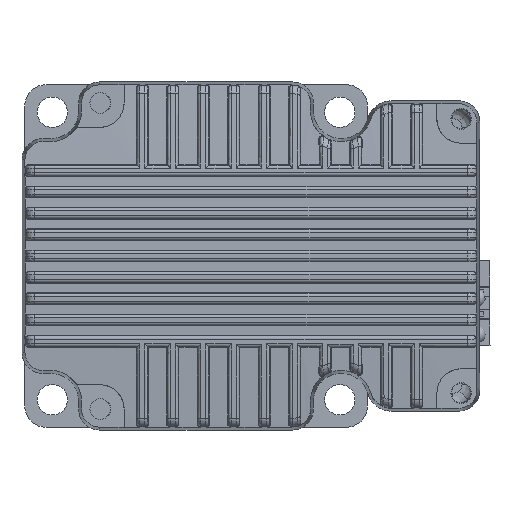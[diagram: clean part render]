
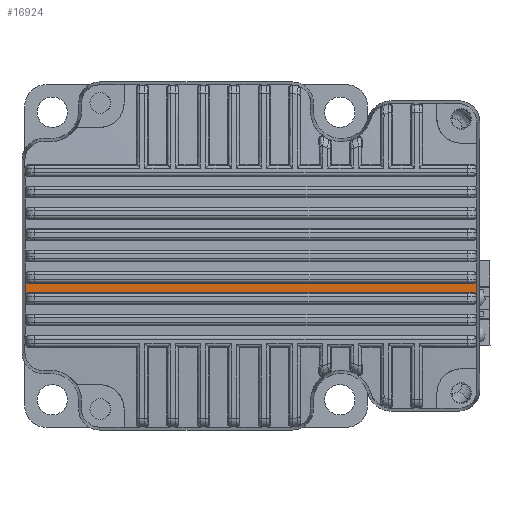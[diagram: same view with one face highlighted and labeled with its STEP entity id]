
A CAD part, front view. The second image highlights one B-rep face of the part: STEP entity #16924.
In plain terms, the highlighted cylindrical face has radius 272.359 mm (diameter 544.717 mm), a partial arc.
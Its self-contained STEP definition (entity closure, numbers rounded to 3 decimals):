
#886 = DIRECTION ( 'NONE',  ( -1., 0., 0. ) ) ;
#949 = CARTESIAN_POINT ( 'NONE',  ( 184.931, -108.084, 55.541 ) ) ;
#1268 = CARTESIAN_POINT ( 'NONE',  ( 56.886, -108.122, 57.6 ) ) ;
#2092 = ORIENTED_EDGE ( 'NONE', *, *, #12003, .T. ) ;
#2509 = CARTESIAN_POINT ( 'NONE',  ( 56.886, -108.076, 55.174 ) ) ;
#2529 = CARTESIAN_POINT ( 'NONE',  ( 56.886, -108.12, 57.468 ) ) ;
#3909 = CARTESIAN_POINT ( 'NONE',  ( -16.972, -108.115, 57.154 ) ) ;
#5449 = CARTESIAN_POINT ( 'NONE',  ( 56.886, -108.073, 55.042 ) ) ;
#5610 = CARTESIAN_POINT ( 'NONE',  ( 56.647, -108.115, 57.154 ) ) ;
#5799 = VERTEX_POINT ( 'NONE', #23454 ) ;
#6179 = LINE ( 'NONE', #949, #37732 ) ;
#6989 = CARTESIAN_POINT ( 'NONE',  ( -17.211, -108.12, 57.468 ) ) ;
#7097 = DIRECTION ( 'NONE',  ( 1., 0., 0. ) ) ;
#7419 = CARTESIAN_POINT ( 'NONE',  ( 56.886, -108.073, 55.042 ) ) ;
#8394 = VERTEX_POINT ( 'NONE', #19893 ) ;
#8666 = CARTESIAN_POINT ( 'NONE',  ( 56.386, -108.114, 57.1 ) ) ;
#9477 = VERTEX_POINT ( 'NONE', #16566 ) ;
#10229 = DIRECTION ( 'NONE',  ( 0., 0., 1. ) ) ;
#10234 = CARTESIAN_POINT ( 'NONE',  ( -16.973, -108.083, 55.487 ) ) ;
#11270 = B_SPLINE_CURVE_WITH_KNOTS ( 'NONE', 3,
 ( #39173, #2529, #23886, #5610, #26964, #8666 ),
 .UNSPECIFIED., .F., .F.,
 ( 4, 2, 4 ),
 ( 0., 0., 0.001 ),
 .UNSPECIFIED. ) ;
#11497 = VERTEX_POINT ( 'NONE', #16399 ) ;
#11573 =( BOUNDED_CURVE ( )  B_SPLINE_CURVE ( 3, ( #25186, #22110, #13059, #34432 ),
 .UNSPECIFIED., .F., .T. ) 
 B_SPLINE_CURVE_WITH_KNOTS ( ( 4, 4 ),
 ( 3.118, 3.127 ),
 .UNSPECIFIED. ) 
 CURVE ( )  GEOMETRIC_REPRESENTATION_ITEM ( )  RATIONAL_B_SPLINE_CURVE ( ( 1., 1., 1., 1. ) ) 
 REPRESENTATION_ITEM ( '' )  );
#12003 = EDGE_CURVE ( 'NONE', #14511, #21197, #11270, .T. ) ;
#12205 = CARTESIAN_POINT ( 'NONE',  ( 56.886, -108.122, 57.6 ) ) ;
#12682 =( BOUNDED_CURVE ( )  B_SPLINE_CURVE ( 3, ( #1268, #22613, #25700, #7419 ),
 .UNSPECIFIED., .F., .T. ) 
 B_SPLINE_CURVE_WITH_KNOTS ( ( 4, 4 ),
 ( 0.015, 0.024 ),
 .UNSPECIFIED. ) 
 CURVE ( )  GEOMETRIC_REPRESENTATION_ITEM ( )  RATIONAL_B_SPLINE_CURVE ( ( 1., 1., 1., 1. ) ) 
 REPRESENTATION_ITEM ( '' )  );
#13059 = CARTESIAN_POINT ( 'NONE',  ( -17.211, -108.11, 56.747 ) ) ;
#13135 = EDGE_CURVE ( 'NONE', #14511, #8394, #12682, .T. ) ;
#13192 = CARTESIAN_POINT ( 'NONE',  ( -17.212, -108.076, 55.174 ) ) ;
#13320 = CARTESIAN_POINT ( 'NONE',  ( -16.712, -108.084, 55.541 ) ) ;
#14511 = VERTEX_POINT ( 'NONE', #12205 ) ;
#14645 = EDGE_CURVE ( 'NONE', #31874, #9477, #39258, .T. ) ;
#14802 = CARTESIAN_POINT ( 'NONE',  ( 56.648, -108.083, 55.487 ) ) ;
#14879 = ORIENTED_EDGE ( 'NONE', *, *, #29027, .F. ) ;
#15692 = VERTEX_POINT ( 'NONE', #17579 ) ;
#15952 = B_SPLINE_CURVE_WITH_KNOTS ( 'NONE', 3,
 ( #5449, #2509, #33082, #14802, #36187, #17847 ),
 .UNSPECIFIED., .F., .F.,
 ( 4, 2, 4 ),
 ( 0., 0., 0.001 ),
 .UNSPECIFIED. ) ;
#15975 = VECTOR ( 'NONE', #886, 1000. ) ;
#16399 = CARTESIAN_POINT ( 'NONE',  ( -17.212, -108.073, 55.042 ) ) ;
#16566 = CARTESIAN_POINT ( 'NONE',  ( -17.211, -108.122, 57.6 ) ) ;
#16884 = EDGE_CURVE ( 'NONE', #11497, #9477, #11573, .T. ) ;
#16924 = ADVANCED_FACE ( 'NONE', ( #32329 ), #35666, .T. ) ;
#17579 = CARTESIAN_POINT ( 'NONE',  ( 56.386, -108.084, 55.541 ) ) ;
#17847 = CARTESIAN_POINT ( 'NONE',  ( 56.386, -108.084, 55.541 ) ) ;
#17864 = ORIENTED_EDGE ( 'NONE', *, *, #25945, .T. ) ;
#18664 = CARTESIAN_POINT ( 'NONE',  ( 56.386, -108.114, 57.1 ) ) ;
#18894 = ORIENTED_EDGE ( 'NONE', *, *, #14645, .T. ) ;
#19157 = CARTESIAN_POINT ( 'NONE',  ( 184.931, -108.114, 57.1 ) ) ;
#19893 = CARTESIAN_POINT ( 'NONE',  ( 56.886, -108.073, 55.042 ) ) ;
#21197 = VERTEX_POINT ( 'NONE', #18664 ) ;
#21553 = CARTESIAN_POINT ( 'NONE',  ( -16.711, -108.114, 57.1 ) ) ;
#21691 = ORIENTED_EDGE ( 'NONE', *, *, #16884, .F. ) ;
#22049 = CARTESIAN_POINT ( 'NONE',  ( -16.711, -108.114, 57.1 ) ) ;
#22106 = ORIENTED_EDGE ( 'NONE', *, *, #13135, .F. ) ;
#22110 = CARTESIAN_POINT ( 'NONE',  ( -17.211, -108.093, 55.894 ) ) ;
#22368 = CARTESIAN_POINT ( 'NONE',  ( -17.212, -108.073, 55.042 ) ) ;
#22437 = ORIENTED_EDGE ( 'NONE', *, *, #38432, .T. ) ;
#22463 = EDGE_CURVE ( 'NONE', #5799, #15692, #6179, .T. ) ;
#22613 = CARTESIAN_POINT ( 'NONE',  ( 56.886, -108.11, 56.747 ) ) ;
#23454 = CARTESIAN_POINT ( 'NONE',  ( -16.712, -108.084, 55.541 ) ) ;
#23886 = CARTESIAN_POINT ( 'NONE',  ( 56.831, -108.118, 57.339 ) ) ;
#25126 = CARTESIAN_POINT ( 'NONE',  ( -16.843, -108.114, 57.1 ) ) ;
#25186 = CARTESIAN_POINT ( 'NONE',  ( -17.212, -108.073, 55.042 ) ) ;
#25254 = CARTESIAN_POINT ( 'NONE',  ( -17.157, -108.118, 57.339 ) ) ;
#25700 = CARTESIAN_POINT ( 'NONE',  ( 56.886, -108.093, 55.894 ) ) ;
#25945 = EDGE_CURVE ( 'NONE', #21197, #31874, #33194, .T. ) ;
#26964 = CARTESIAN_POINT ( 'NONE',  ( 56.518, -108.114, 57.1 ) ) ;
#27225 = AXIS2_PLACEMENT_3D ( 'NONE', #34674, #28425, #10229 ) ;
#28362 = CARTESIAN_POINT ( 'NONE',  ( -17.211, -108.122, 57.6 ) ) ;
#28425 = DIRECTION ( 'NONE',  ( -1., 0., 0. ) ) ;
#28556 = CARTESIAN_POINT ( 'NONE',  ( -17.158, -108.079, 55.303 ) ) ;
#29027 = EDGE_CURVE ( 'NONE', #8394, #15692, #15952, .T. ) ;
#30711 = EDGE_LOOP ( 'NONE', ( #21691, #22437, #34418, #14879, #22106, #2092, #17864, #18894 ) ) ;
#30746 = B_SPLINE_CURVE_WITH_KNOTS ( 'NONE', 3,
 ( #22368, #13192, #28556, #10234, #31660, #13320 ),
 .UNSPECIFIED., .F., .F.,
 ( 4, 2, 4 ),
 ( 0., 0., 0.001 ),
 .UNSPECIFIED. ) ;
#31660 = CARTESIAN_POINT ( 'NONE',  ( -16.844, -108.084, 55.541 ) ) ;
#31874 = VERTEX_POINT ( 'NONE', #21553 ) ;
#32329 = FACE_OUTER_BOUND ( 'NONE', #30711, .T. ) ;
#33082 = CARTESIAN_POINT ( 'NONE',  ( 56.832, -108.079, 55.303 ) ) ;
#33194 = LINE ( 'NONE', #19157, #15975 ) ;
#34418 = ORIENTED_EDGE ( 'NONE', *, *, #22463, .T. ) ;
#34432 = CARTESIAN_POINT ( 'NONE',  ( -17.211, -108.122, 57.6 ) ) ;
#34674 = CARTESIAN_POINT ( 'NONE',  ( 184.931, 164.208, 61.57 ) ) ;
#35666 = CYLINDRICAL_SURFACE ( 'NONE', #27225, 272.359 ) ;
#36187 = CARTESIAN_POINT ( 'NONE',  ( 56.518, -108.084, 55.541 ) ) ;
#37732 = VECTOR ( 'NONE', #7097, 1000. ) ;
#38432 = EDGE_CURVE ( 'NONE', #11497, #5799, #30746, .T. ) ;
#39173 = CARTESIAN_POINT ( 'NONE',  ( 56.886, -108.122, 57.6 ) ) ;
#39258 = B_SPLINE_CURVE_WITH_KNOTS ( 'NONE', 3,
 ( #22049, #25126, #3909, #25254, #6989, #28362 ),
 .UNSPECIFIED., .F., .F.,
 ( 4, 2, 4 ),
 ( 0., 0., 0.001 ),
 .UNSPECIFIED. ) ;
